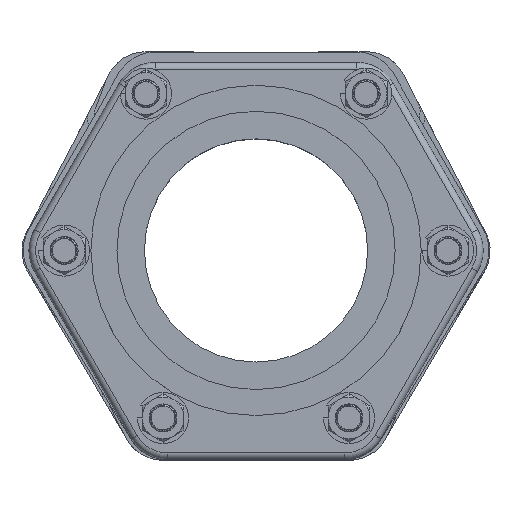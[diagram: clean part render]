
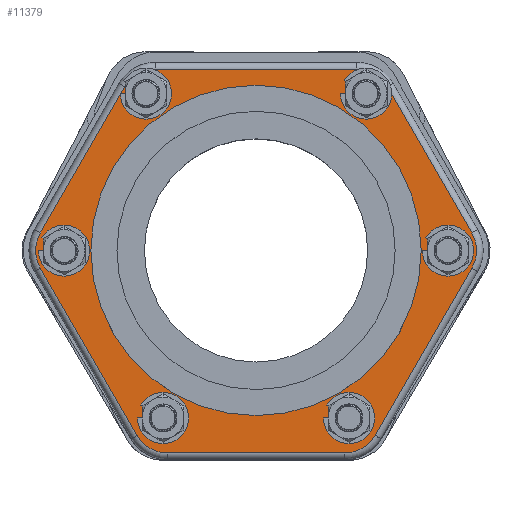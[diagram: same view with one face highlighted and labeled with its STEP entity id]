
A CAD part, top view. The second image highlights one B-rep face of the part: STEP entity #11379.
In plain terms, the highlighted planar face has unit normal (0, 0, 1).
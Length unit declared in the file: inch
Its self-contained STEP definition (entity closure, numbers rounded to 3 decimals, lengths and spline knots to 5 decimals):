
#555=FACE_BOUND('',#3707,.T.);
#556=FACE_BOUND('',#3708,.T.);
#557=FACE_BOUND('',#3709,.T.);
#558=FACE_BOUND('',#3710,.T.);
#559=FACE_BOUND('',#3711,.T.);
#560=FACE_BOUND('',#3712,.T.);
#561=FACE_BOUND('',#3713,.T.);
#639=PLANE('',#12262);
#1019=LINE('',#16665,#1942);
#1020=LINE('',#16669,#1943);
#1021=LINE('',#16673,#1944);
#1022=LINE('',#16677,#1945);
#1023=LINE('',#16681,#1946);
#1024=LINE('',#16684,#1947);
#1942=VECTOR('',#13443,0.3937);
#1943=VECTOR('',#13446,0.3937);
#1944=VECTOR('',#13449,0.3937);
#1945=VECTOR('',#13452,0.3937);
#1946=VECTOR('',#13455,0.3937);
#1947=VECTOR('',#13458,0.3937);
#3046=FACE_OUTER_BOUND('',#3706,.T.);
#3706=EDGE_LOOP('',(#7886,#7887,#7888,#7889,#7890,#7891,#7892,#7893,#7894,
#7895,#7896,#7897));
#3707=EDGE_LOOP('',(#7898));
#3708=EDGE_LOOP('',(#7899));
#3709=EDGE_LOOP('',(#7900));
#3710=EDGE_LOOP('',(#7901));
#3711=EDGE_LOOP('',(#7902));
#3712=EDGE_LOOP('',(#7903));
#3713=EDGE_LOOP('',(#7904,#7905));
#4459=CIRCLE('',#12259,1.865);
#4460=CIRCLE('',#12260,1.865);
#4462=CIRCLE('',#12263,0.4725);
#4463=CIRCLE('',#12264,0.4725);
#4464=CIRCLE('',#12265,0.4725);
#4465=CIRCLE('',#12266,0.4725);
#4466=CIRCLE('',#12267,0.4725);
#4467=CIRCLE('',#12268,0.4725);
#4468=CIRCLE('',#12269,0.205);
#4469=CIRCLE('',#12270,0.205);
#4470=CIRCLE('',#12271,0.205);
#4471=CIRCLE('',#12272,0.205);
#4472=CIRCLE('',#12273,0.205);
#4473=CIRCLE('',#12274,0.205);
#4982=VERTEX_POINT('',#16654);
#4983=VERTEX_POINT('',#16656);
#4984=VERTEX_POINT('',#16661);
#4985=VERTEX_POINT('',#16662);
#4986=VERTEX_POINT('',#16664);
#4987=VERTEX_POINT('',#16666);
#4988=VERTEX_POINT('',#16668);
#4989=VERTEX_POINT('',#16670);
#4990=VERTEX_POINT('',#16672);
#4991=VERTEX_POINT('',#16674);
#4992=VERTEX_POINT('',#16676);
#4993=VERTEX_POINT('',#16678);
#4994=VERTEX_POINT('',#16680);
#4995=VERTEX_POINT('',#16682);
#4996=VERTEX_POINT('',#16685);
#4997=VERTEX_POINT('',#16687);
#4998=VERTEX_POINT('',#16689);
#4999=VERTEX_POINT('',#16691);
#5000=VERTEX_POINT('',#16693);
#5001=VERTEX_POINT('',#16695);
#6126=EDGE_CURVE('',#4982,#4983,#4459,.T.);
#6127=EDGE_CURVE('',#4983,#4982,#4460,.T.);
#6129=EDGE_CURVE('',#4984,#4985,#4462,.T.);
#6130=EDGE_CURVE('',#4986,#4984,#1019,.T.);
#6131=EDGE_CURVE('',#4987,#4986,#4463,.T.);
#6132=EDGE_CURVE('',#4988,#4987,#1020,.T.);
#6133=EDGE_CURVE('',#4989,#4988,#4464,.T.);
#6134=EDGE_CURVE('',#4990,#4989,#1021,.T.);
#6135=EDGE_CURVE('',#4991,#4990,#4465,.T.);
#6136=EDGE_CURVE('',#4992,#4991,#1022,.T.);
#6137=EDGE_CURVE('',#4993,#4992,#4466,.T.);
#6138=EDGE_CURVE('',#4994,#4993,#1023,.T.);
#6139=EDGE_CURVE('',#4995,#4994,#4467,.T.);
#6140=EDGE_CURVE('',#4985,#4995,#1024,.T.);
#6141=EDGE_CURVE('',#4996,#4996,#4468,.T.);
#6142=EDGE_CURVE('',#4997,#4997,#4469,.T.);
#6143=EDGE_CURVE('',#4998,#4998,#4470,.T.);
#6144=EDGE_CURVE('',#4999,#4999,#4471,.T.);
#6145=EDGE_CURVE('',#5000,#5000,#4472,.T.);
#6146=EDGE_CURVE('',#5001,#5001,#4473,.T.);
#7886=ORIENTED_EDGE('',*,*,#6129,.F.);
#7887=ORIENTED_EDGE('',*,*,#6130,.F.);
#7888=ORIENTED_EDGE('',*,*,#6131,.F.);
#7889=ORIENTED_EDGE('',*,*,#6132,.F.);
#7890=ORIENTED_EDGE('',*,*,#6133,.F.);
#7891=ORIENTED_EDGE('',*,*,#6134,.F.);
#7892=ORIENTED_EDGE('',*,*,#6135,.F.);
#7893=ORIENTED_EDGE('',*,*,#6136,.F.);
#7894=ORIENTED_EDGE('',*,*,#6137,.F.);
#7895=ORIENTED_EDGE('',*,*,#6138,.F.);
#7896=ORIENTED_EDGE('',*,*,#6139,.F.);
#7897=ORIENTED_EDGE('',*,*,#6140,.F.);
#7898=ORIENTED_EDGE('',*,*,#6141,.T.);
#7899=ORIENTED_EDGE('',*,*,#6142,.T.);
#7900=ORIENTED_EDGE('',*,*,#6143,.T.);
#7901=ORIENTED_EDGE('',*,*,#6144,.T.);
#7902=ORIENTED_EDGE('',*,*,#6145,.T.);
#7903=ORIENTED_EDGE('',*,*,#6146,.T.);
#7904=ORIENTED_EDGE('',*,*,#6127,.F.);
#7905=ORIENTED_EDGE('',*,*,#6126,.F.);
#11379=ADVANCED_FACE('',(#3046,#555,#556,#557,#558,#559,#560,#561),#639,
 .T.);
#12259=AXIS2_PLACEMENT_3D('',#16657,#13433,#13434);
#12260=AXIS2_PLACEMENT_3D('',#16658,#13435,#13436);
#12262=AXIS2_PLACEMENT_3D('',#16660,#13439,#13440);
#12263=AXIS2_PLACEMENT_3D('',#16663,#13441,#13442);
#12264=AXIS2_PLACEMENT_3D('',#16667,#13444,#13445);
#12265=AXIS2_PLACEMENT_3D('',#16671,#13447,#13448);
#12266=AXIS2_PLACEMENT_3D('',#16675,#13450,#13451);
#12267=AXIS2_PLACEMENT_3D('',#16679,#13453,#13454);
#12268=AXIS2_PLACEMENT_3D('',#16683,#13456,#13457);
#12269=AXIS2_PLACEMENT_3D('',#16686,#13459,#13460);
#12270=AXIS2_PLACEMENT_3D('',#16688,#13461,#13462);
#12271=AXIS2_PLACEMENT_3D('',#16690,#13463,#13464);
#12272=AXIS2_PLACEMENT_3D('',#16692,#13465,#13466);
#12273=AXIS2_PLACEMENT_3D('',#16694,#13467,#13468);
#12274=AXIS2_PLACEMENT_3D('',#16696,#13469,#13470);
#13433=DIRECTION('center_axis',(0.,0.,1.));
#13434=DIRECTION('ref_axis',(0.,1.,0.));
#13435=DIRECTION('center_axis',(0.,0.,1.));
#13436=DIRECTION('ref_axis',(0.,1.,0.));
#13439=DIRECTION('center_axis',(0.,0.,1.));
#13440=DIRECTION('ref_axis',(1.,0.,0.));
#13441=DIRECTION('center_axis',(0.,0.,-1.));
#13442=DIRECTION('ref_axis',(0.5,0.866,0.));
#13443=DIRECTION('',(1.,0.,0.));
#13444=DIRECTION('center_axis',(0.,0.,-1.));
#13445=DIRECTION('ref_axis',(-0.5,0.866,0.));
#13446=DIRECTION('',(0.5,0.866,0.));
#13447=DIRECTION('center_axis',(0.,0.,-1.));
#13448=DIRECTION('ref_axis',(-1.,0.,0.));
#13449=DIRECTION('',(-0.501,0.866,0.));
#13450=DIRECTION('center_axis',(0.,0.,-1.));
#13451=DIRECTION('ref_axis',(-0.5,-0.866,0.));
#13452=DIRECTION('',(-1.,0.,0.));
#13453=DIRECTION('center_axis',(0.,0.,-1.));
#13454=DIRECTION('ref_axis',(0.5,-0.866,0.));
#13455=DIRECTION('',(-0.501,-0.866,0.));
#13456=DIRECTION('center_axis',(0.,0.,-1.));
#13457=DIRECTION('ref_axis',(1.,0.,0.));
#13458=DIRECTION('',(0.5,-0.866,0.));
#13459=DIRECTION('center_axis',(0.,0.,-1.));
#13460=DIRECTION('ref_axis',(-1.,0.,0.));
#13461=DIRECTION('center_axis',(0.,0.,-1.));
#13462=DIRECTION('ref_axis',(-1.,0.,0.));
#13463=DIRECTION('center_axis',(0.,0.,-1.));
#13464=DIRECTION('ref_axis',(-1.,0.,0.));
#13465=DIRECTION('center_axis',(0.,0.,-1.));
#13466=DIRECTION('ref_axis',(-1.,0.,0.));
#13467=DIRECTION('center_axis',(0.,0.,-1.));
#13468=DIRECTION('ref_axis',(-1.,0.,0.));
#13469=DIRECTION('center_axis',(0.,0.,-1.));
#13470=DIRECTION('ref_axis',(-1.,0.,0.));
#16654=CARTESIAN_POINT('',(1.865,0.,0.75));
#16656=CARTESIAN_POINT('',(0.,-1.865,0.75));
#16657=CARTESIAN_POINT('Origin',(0.,0.,0.75));
#16658=CARTESIAN_POINT('Origin',(0.,0.,0.75));
#16660=CARTESIAN_POINT('Origin',(0.,-0.09317,
0.75));
#16661=CARTESIAN_POINT('',(1.35524,2.44,0.75));
#16662=CARTESIAN_POINT('',(1.76444,2.20375,0.75));
#16663=CARTESIAN_POINT('Origin',(1.35524,1.9675,0.75));
#16664=CARTESIAN_POINT('',(-1.35524,2.44,0.75));
#16665=CARTESIAN_POINT('',(-0.84,2.44,0.75));
#16666=CARTESIAN_POINT('',(-1.76444,2.20375,0.75));
#16667=CARTESIAN_POINT('Origin',(-1.35524,1.9675,0.75));
#16668=CARTESIAN_POINT('',(-2.90021,0.23654,0.75));
#16669=CARTESIAN_POINT('',(-2.69034,0.60004,0.75));
#16670=CARTESIAN_POINT('',(-2.9,-0.23633,0.75));
#16671=CARTESIAN_POINT('Origin',(-2.49101,0.00029,
0.75));
#16672=CARTESIAN_POINT('',(-1.59956,-2.48411,0.75));
#16673=CARTESIAN_POINT('',(-1.83595,-2.07551,0.75));
#16674=CARTESIAN_POINT('',(-1.19057,-2.72,0.75));
#16675=CARTESIAN_POINT('Origin',(-1.19057,-2.2475,0.75));
#16676=CARTESIAN_POINT('',(1.19057,-2.72,0.75));
#16677=CARTESIAN_POINT('',(0.7575,-2.72,0.75));
#16678=CARTESIAN_POINT('',(1.59956,-2.48411,0.75));
#16679=CARTESIAN_POINT('Origin',(1.19057,-2.2475,0.75));
#16680=CARTESIAN_POINT('',(2.9,-0.23633,0.75));
#16681=CARTESIAN_POINT('',(2.6488,-0.67051,0.75));
#16682=CARTESIAN_POINT('',(2.90021,0.23654,0.75));
#16683=CARTESIAN_POINT('Origin',(2.49101,0.00029,
0.75));
#16684=CARTESIAN_POINT('',(1.95999,1.86504,0.75));
#16685=CARTESIAN_POINT('',(-2.375,0.,0.75));
#16686=CARTESIAN_POINT('Origin',(-2.58,0.,0.75));
#16687=CARTESIAN_POINT('',(-1.045,-2.25,0.75));
#16688=CARTESIAN_POINT('Origin',(-1.25,-2.25,0.75));
#16689=CARTESIAN_POINT('',(1.455,-2.25,0.75));
#16690=CARTESIAN_POINT('Origin',(1.25,-2.25,0.75));
#16691=CARTESIAN_POINT('',(2.785,0.,0.75));
#16692=CARTESIAN_POINT('Origin',(2.58,0.,0.75));
#16693=CARTESIAN_POINT('',(1.685,2.11,0.75));
#16694=CARTESIAN_POINT('Origin',(1.48,2.11,0.75));
#16695=CARTESIAN_POINT('',(-1.275,2.11,0.75));
#16696=CARTESIAN_POINT('Origin',(-1.48,2.11,0.75));
